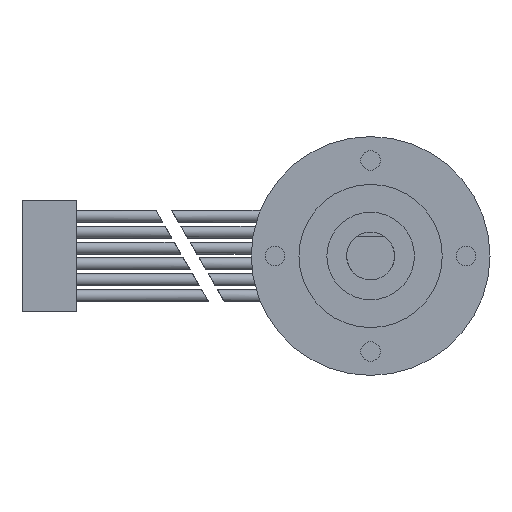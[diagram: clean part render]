
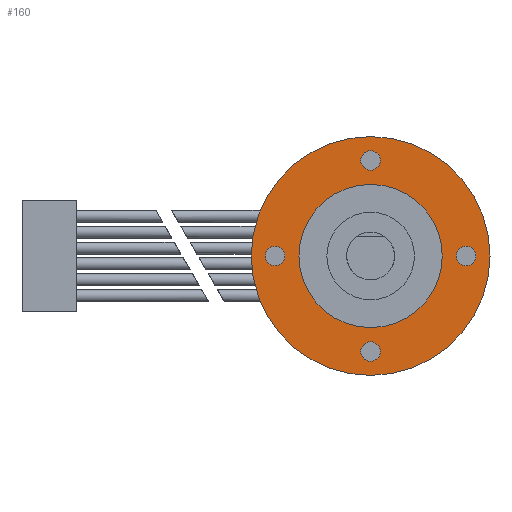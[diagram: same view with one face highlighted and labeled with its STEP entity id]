
A CAD part, front view. The second image highlights one B-rep face of the part: STEP entity #160.
In plain terms, the highlighted planar face has unit normal (0, -1, 0).
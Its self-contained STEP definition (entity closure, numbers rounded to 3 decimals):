
#160 = ADVANCED_FACE( '', ( #369, #370, #371, #372, #373, #374 ), #375, .F. );
#369 = FACE_BOUND( '', #618, .T. );
#370 = FACE_BOUND( '', #619, .T. );
#371 = FACE_BOUND( '', #620, .T. );
#372 = FACE_BOUND( '', #621, .T. );
#373 = FACE_OUTER_BOUND( '', #622, .T. );
#374 = FACE_BOUND( '', #623, .T. );
#375 = PLANE( '', #624 );
#618 = EDGE_LOOP( '', ( #956 ) );
#619 = EDGE_LOOP( '', ( #957 ) );
#620 = EDGE_LOOP( '', ( #958 ) );
#621 = EDGE_LOOP( '', ( #959 ) );
#622 = EDGE_LOOP( '', ( #960 ) );
#623 = EDGE_LOOP( '', ( #961 ) );
#624 = AXIS2_PLACEMENT_3D( '', #962, #963, #964 );
#956 = ORIENTED_EDGE( '', *, *, #1239, .T. );
#957 = ORIENTED_EDGE( '', *, *, #1187, .T. );
#958 = ORIENTED_EDGE( '', *, *, #1148, .T. );
#959 = ORIENTED_EDGE( '', *, *, #1240, .T. );
#960 = ORIENTED_EDGE( '', *, *, #1241, .F. );
#961 = ORIENTED_EDGE( '', *, *, #1242, .T. );
#962 = CARTESIAN_POINT( '', ( 0., 0., -15. ) );
#963 = DIRECTION( '', ( 0., 1., 0. ) );
#964 = DIRECTION( '', ( 0., 0., 1. ) );
#1148 = EDGE_CURVE( '', #1297, #1297, #1298, .T. );
#1187 = EDGE_CURVE( '', #1364, #1364, #1365, .T. );
#1239 = EDGE_CURVE( '', #1441, #1441, #1442, .T. );
#1240 = EDGE_CURVE( '', #1443, #1443, #1444, .T. );
#1241 = EDGE_CURVE( '', #1445, #1445, #1446, .T. );
#1242 = EDGE_CURVE( '', #1447, #1447, #1448, .T. );
#1297 = VERTEX_POINT( '', #1509 );
#1298 = CIRCLE( '', #1510, 1.23 );
#1364 = VERTEX_POINT( '', #1588 );
#1365 = CIRCLE( '', #1589, 1.23 );
#1441 = VERTEX_POINT( '', #1682 );
#1442 = CIRCLE( '', #1683, 1.23 );
#1443 = VERTEX_POINT( '', #1684 );
#1444 = CIRCLE( '', #1685, 1.23 );
#1445 = VERTEX_POINT( '', #1686 );
#1446 = CIRCLE( '', #1687, 15. );
#1447 = VERTEX_POINT( '', #1688 );
#1448 = CIRCLE( '', #1689, 9. );
#1509 = CARTESIAN_POINT( '', ( 0., 0., 13.23 ) );
#1510 = AXIS2_PLACEMENT_3D( '', #1754, #1755, #1756 );
#1588 = CARTESIAN_POINT( '', ( 12., 0., 1.23 ) );
#1589 = AXIS2_PLACEMENT_3D( '', #1814, #1815, #1816 );
#1682 = CARTESIAN_POINT( '', ( 0., 0., -10.771 ) );
#1683 = AXIS2_PLACEMENT_3D( '', #1885, #1886, #1887 );
#1684 = CARTESIAN_POINT( '', ( -12., 0., 1.23 ) );
#1685 = AXIS2_PLACEMENT_3D( '', #1888, #1889, #1890 );
#1686 = CARTESIAN_POINT( '', ( 0., 0., 15. ) );
#1687 = AXIS2_PLACEMENT_3D( '', #1891, #1892, #1893 );
#1688 = CARTESIAN_POINT( '', ( 0., 0., 9. ) );
#1689 = AXIS2_PLACEMENT_3D( '', #1894, #1895, #1896 );
#1754 = CARTESIAN_POINT( '', ( 0., 0., 12. ) );
#1755 = DIRECTION( '', ( 0., 1., 0. ) );
#1756 = DIRECTION( '', ( 0., 0., 1. ) );
#1814 = CARTESIAN_POINT( '', ( 12., 0., 0. ) );
#1815 = DIRECTION( '', ( 0., 1., 0. ) );
#1816 = DIRECTION( '', ( 0., 0., 1. ) );
#1885 = CARTESIAN_POINT( '', ( 0., 0., -12. ) );
#1886 = DIRECTION( '', ( 0., 1., 0. ) );
#1887 = DIRECTION( '', ( 0., 0., 1. ) );
#1888 = CARTESIAN_POINT( '', ( -12., 0., 0. ) );
#1889 = DIRECTION( '', ( 0., 1., 0. ) );
#1890 = DIRECTION( '', ( 0., 0., 1. ) );
#1891 = CARTESIAN_POINT( '', ( 0., 0., 0. ) );
#1892 = DIRECTION( '', ( 0., 1., 0. ) );
#1893 = DIRECTION( '', ( 0., 0., 1. ) );
#1894 = CARTESIAN_POINT( '', ( 0., 0., 0. ) );
#1895 = DIRECTION( '', ( 0., 1., 0. ) );
#1896 = DIRECTION( '', ( 0., 0., 1. ) );
